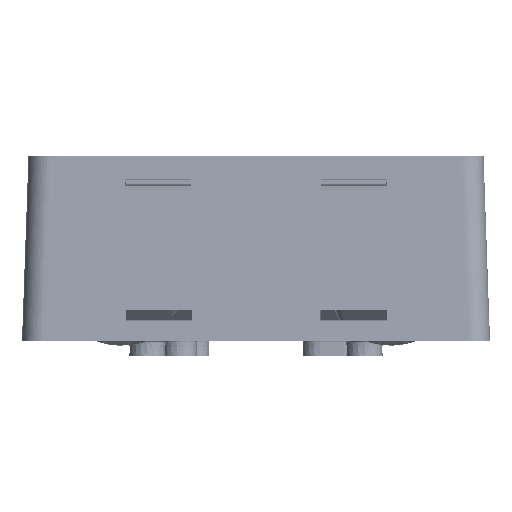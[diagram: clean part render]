
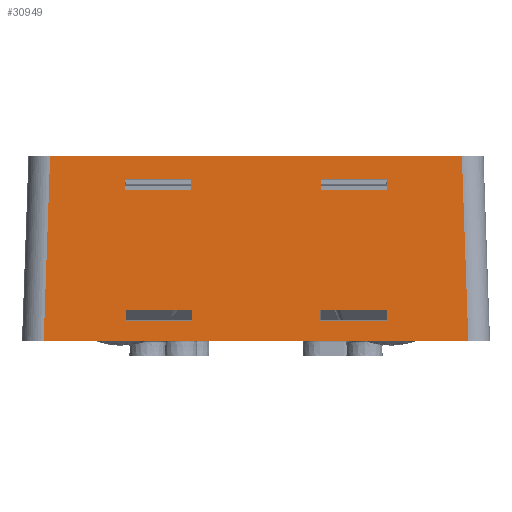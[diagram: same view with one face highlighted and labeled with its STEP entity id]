
A CAD part, left-side view. The second image highlights one B-rep face of the part: STEP entity #30949.
In plain terms, the highlighted planar face has unit normal (-0.999, 0, 0.035).
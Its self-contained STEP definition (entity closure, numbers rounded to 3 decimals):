
#30793=AXIS2_PLACEMENT_3D('Plane Axis2P3D',#30790,#30791,#30792) ;
#23316=CARTESIAN_POINT('Vertex',(216.103,-48.9,-40.)) ;
#23319=CARTESIAN_POINT('Line Origine',(216.103,0.,-40.)) ;
#23323=CARTESIAN_POINT('Vertex',(216.103,48.9,-40.)) ;
#30775=CARTESIAN_POINT('Vertex',(217.587,-47.416,2.5)) ;
#30778=CARTESIAN_POINT('Line Origine',(216.845,-48.158,-18.75)) ;
#30790=CARTESIAN_POINT('Axis2P3D Location',(217.5,26.25,0.)) ;
#30795=CARTESIAN_POINT('Line Origine',(217.587,0.,2.5)) ;
#30799=CARTESIAN_POINT('Vertex',(217.587,47.416,2.5)) ;
#30802=CARTESIAN_POINT('Line Origine',(216.845,48.158,-18.75)) ;
#30813=CARTESIAN_POINT('Line Origine',(217.357,30.127,-4.101)) ;
#30817=CARTESIAN_POINT('Vertex',(217.4,30.126,-2.874)) ;
#30819=CARTESIAN_POINT('Vertex',(217.314,30.129,-5.329)) ;
#30822=CARTESIAN_POINT('Line Origine',(217.4,22.5,-2.874)) ;
#30826=CARTESIAN_POINT('Vertex',(217.4,14.874,-2.874)) ;
#30829=CARTESIAN_POINT('Line Origine',(217.357,14.873,-4.101)) ;
#30833=CARTESIAN_POINT('Vertex',(217.314,14.871,-5.329)) ;
#30836=CARTESIAN_POINT('Line Origine',(217.314,22.5,-5.329)) ;
#30847=CARTESIAN_POINT('Line Origine',(217.314,-22.5,-5.329)) ;
#30851=CARTESIAN_POINT('Vertex',(217.314,-14.871,-5.329)) ;
#30853=CARTESIAN_POINT('Vertex',(217.314,-30.129,-5.329)) ;
#30856=CARTESIAN_POINT('Line Origine',(217.357,-14.873,-4.101)) ;
#30860=CARTESIAN_POINT('Vertex',(217.4,-14.874,-2.874)) ;
#30863=CARTESIAN_POINT('Line Origine',(217.4,-22.5,-2.874)) ;
#30867=CARTESIAN_POINT('Vertex',(217.4,-30.126,-2.874)) ;
#30870=CARTESIAN_POINT('Line Origine',(217.357,-30.127,-4.101)) ;
#30881=CARTESIAN_POINT('Line Origine',(216.309,-30.164,-34.102)) ;
#30885=CARTESIAN_POINT('Vertex',(216.265,-30.165,-35.365)) ;
#30887=CARTESIAN_POINT('Vertex',(216.353,-30.162,-32.838)) ;
#30890=CARTESIAN_POINT('Line Origine',(216.265,-22.5,-35.365)) ;
#30894=CARTESIAN_POINT('Vertex',(216.265,-14.835,-35.365)) ;
#30897=CARTESIAN_POINT('Line Origine',(216.309,-14.836,-34.102)) ;
#30901=CARTESIAN_POINT('Vertex',(216.353,-14.838,-32.838)) ;
#30904=CARTESIAN_POINT('Line Origine',(216.353,-22.5,-32.838)) ;
#30915=CARTESIAN_POINT('Line Origine',(216.353,22.388,-32.838)) ;
#30919=CARTESIAN_POINT('Vertex',(216.353,14.726,-32.838)) ;
#30921=CARTESIAN_POINT('Vertex',(216.353,30.05,-32.838)) ;
#30924=CARTESIAN_POINT('Line Origine',(216.309,14.724,-34.102)) ;
#30928=CARTESIAN_POINT('Vertex',(216.265,14.723,-35.365)) ;
#30931=CARTESIAN_POINT('Line Origine',(216.265,22.388,-35.365)) ;
#30935=CARTESIAN_POINT('Vertex',(216.265,30.053,-35.365)) ;
#30938=CARTESIAN_POINT('Line Origine',(216.309,30.052,-34.102)) ;
#23320=DIRECTION('Vector Direction',(0.,-1.,0.)) ;
#30779=DIRECTION('Vector Direction',(0.035,0.035,0.999)) ;
#30791=DIRECTION('Axis2P3D Direction',(-0.999,0.,0.035)) ;
#30792=DIRECTION('Axis2P3D XDirection',(0.,1.,0.)) ;
#30796=DIRECTION('Vector Direction',(0.,1.,0.)) ;
#30803=DIRECTION('Vector Direction',(-0.035,0.035,-0.999)) ;
#30814=DIRECTION('Vector Direction',(-0.035,0.001,-0.999)) ;
#30823=DIRECTION('Vector Direction',(0.,-1.,0.)) ;
#30830=DIRECTION('Vector Direction',(0.035,0.001,0.999)) ;
#30837=DIRECTION('Vector Direction',(0.,-1.,0.)) ;
#30848=DIRECTION('Vector Direction',(0.,-1.,0.)) ;
#30857=DIRECTION('Vector Direction',(-0.035,0.001,-0.999)) ;
#30864=DIRECTION('Vector Direction',(0.,-1.,0.)) ;
#30871=DIRECTION('Vector Direction',(0.035,0.001,0.999)) ;
#30882=DIRECTION('Vector Direction',(0.035,0.001,0.999)) ;
#30891=DIRECTION('Vector Direction',(0.,1.,0.)) ;
#30898=DIRECTION('Vector Direction',(-0.035,0.001,-0.999)) ;
#30905=DIRECTION('Vector Direction',(0.,1.,0.)) ;
#30916=DIRECTION('Vector Direction',(0.,1.,0.)) ;
#30925=DIRECTION('Vector Direction',(0.035,0.001,0.999)) ;
#30932=DIRECTION('Vector Direction',(0.,1.,0.)) ;
#30939=DIRECTION('Vector Direction',(-0.035,0.001,-0.999)) ;
#23321=VECTOR('Line Direction',#23320,1.) ;
#30780=VECTOR('Line Direction',#30779,1.) ;
#30797=VECTOR('Line Direction',#30796,1.) ;
#30804=VECTOR('Line Direction',#30803,1.) ;
#30815=VECTOR('Line Direction',#30814,1.) ;
#30824=VECTOR('Line Direction',#30823,1.) ;
#30831=VECTOR('Line Direction',#30830,1.) ;
#30838=VECTOR('Line Direction',#30837,1.) ;
#30849=VECTOR('Line Direction',#30848,1.) ;
#30858=VECTOR('Line Direction',#30857,1.) ;
#30865=VECTOR('Line Direction',#30864,1.) ;
#30872=VECTOR('Line Direction',#30871,1.) ;
#30883=VECTOR('Line Direction',#30882,1.) ;
#30892=VECTOR('Line Direction',#30891,1.) ;
#30899=VECTOR('Line Direction',#30898,1.) ;
#30906=VECTOR('Line Direction',#30905,1.) ;
#30917=VECTOR('Line Direction',#30916,1.) ;
#30926=VECTOR('Line Direction',#30925,1.) ;
#30933=VECTOR('Line Direction',#30932,1.) ;
#30940=VECTOR('Line Direction',#30939,1.) ;
#30808=ORIENTED_EDGE('',*,*,#23325,.T.) ;
#30809=ORIENTED_EDGE('',*,*,#30782,.F.) ;
#30810=ORIENTED_EDGE('',*,*,#30801,.T.) ;
#30811=ORIENTED_EDGE('',*,*,#30806,.T.) ;
#30842=ORIENTED_EDGE('',*,*,#30821,.F.) ;
#30843=ORIENTED_EDGE('',*,*,#30828,.T.) ;
#30844=ORIENTED_EDGE('',*,*,#30835,.F.) ;
#30845=ORIENTED_EDGE('',*,*,#30840,.F.) ;
#30876=ORIENTED_EDGE('',*,*,#30855,.F.) ;
#30877=ORIENTED_EDGE('',*,*,#30862,.F.) ;
#30878=ORIENTED_EDGE('',*,*,#30869,.T.) ;
#30879=ORIENTED_EDGE('',*,*,#30874,.F.) ;
#30910=ORIENTED_EDGE('',*,*,#30889,.F.) ;
#30911=ORIENTED_EDGE('',*,*,#30896,.T.) ;
#30912=ORIENTED_EDGE('',*,*,#30903,.F.) ;
#30913=ORIENTED_EDGE('',*,*,#30908,.F.) ;
#30944=ORIENTED_EDGE('',*,*,#30923,.F.) ;
#30945=ORIENTED_EDGE('',*,*,#30930,.F.) ;
#30946=ORIENTED_EDGE('',*,*,#30937,.T.) ;
#30947=ORIENTED_EDGE('',*,*,#30942,.F.) ;
#30846=FACE_BOUND('',#30841,.T.) ;
#30880=FACE_BOUND('',#30875,.T.) ;
#30914=FACE_BOUND('',#30909,.T.) ;
#30948=FACE_BOUND('',#30943,.T.) ;
#30949=ADVANCED_FACE('126\\106\\MANIFOLD_SOLID_BREP #560425',(#30812,#30846,#30880,#30914,#30948),#30794,.T.) ;
#23325=EDGE_CURVE('',#23324,#23317,#23322,.T.) ;
#30782=EDGE_CURVE('',#30776,#23317,#30781,.F.) ;
#30801=EDGE_CURVE('',#30776,#30800,#30798,.T.) ;
#30806=EDGE_CURVE('',#30800,#23324,#30805,.T.) ;
#30821=EDGE_CURVE('',#30818,#30820,#30816,.T.) ;
#30828=EDGE_CURVE('',#30818,#30827,#30825,.T.) ;
#30835=EDGE_CURVE('',#30834,#30827,#30832,.T.) ;
#30840=EDGE_CURVE('',#30820,#30834,#30839,.T.) ;
#30855=EDGE_CURVE('',#30852,#30854,#30850,.T.) ;
#30862=EDGE_CURVE('',#30861,#30852,#30859,.T.) ;
#30869=EDGE_CURVE('',#30861,#30868,#30866,.T.) ;
#30874=EDGE_CURVE('',#30854,#30868,#30873,.T.) ;
#30889=EDGE_CURVE('',#30886,#30888,#30884,.T.) ;
#30896=EDGE_CURVE('',#30886,#30895,#30893,.T.) ;
#30903=EDGE_CURVE('',#30902,#30895,#30900,.T.) ;
#30908=EDGE_CURVE('',#30888,#30902,#30907,.T.) ;
#30923=EDGE_CURVE('',#30920,#30922,#30918,.T.) ;
#30930=EDGE_CURVE('',#30929,#30920,#30927,.T.) ;
#30937=EDGE_CURVE('',#30929,#30936,#30934,.T.) ;
#30942=EDGE_CURVE('',#30922,#30936,#30941,.T.) ;
#30807=EDGE_LOOP('',(#30808,#30809,#30810,#30811)) ;
#30841=EDGE_LOOP('',(#30842,#30843,#30844,#30845)) ;
#30875=EDGE_LOOP('',(#30876,#30877,#30878,#30879)) ;
#30909=EDGE_LOOP('',(#30910,#30911,#30912,#30913)) ;
#30943=EDGE_LOOP('',(#30944,#30945,#30946,#30947)) ;
#30812=FACE_OUTER_BOUND('',#30807,.T.) ;
#23322=LINE('Line',#23319,#23321) ;
#30781=LINE('Line',#30778,#30780) ;
#30798=LINE('Line',#30795,#30797) ;
#30805=LINE('Line',#30802,#30804) ;
#30816=LINE('Line',#30813,#30815) ;
#30825=LINE('Line',#30822,#30824) ;
#30832=LINE('Line',#30829,#30831) ;
#30839=LINE('Line',#30836,#30838) ;
#30850=LINE('Line',#30847,#30849) ;
#30859=LINE('Line',#30856,#30858) ;
#30866=LINE('Line',#30863,#30865) ;
#30873=LINE('Line',#30870,#30872) ;
#30884=LINE('Line',#30881,#30883) ;
#30893=LINE('Line',#30890,#30892) ;
#30900=LINE('Line',#30897,#30899) ;
#30907=LINE('Line',#30904,#30906) ;
#30918=LINE('Line',#30915,#30917) ;
#30927=LINE('Line',#30924,#30926) ;
#30934=LINE('Line',#30931,#30933) ;
#30941=LINE('Line',#30938,#30940) ;
#30794=PLANE('',#30793) ;
#23317=VERTEX_POINT('',#23316) ;
#23324=VERTEX_POINT('',#23323) ;
#30776=VERTEX_POINT('',#30775) ;
#30800=VERTEX_POINT('',#30799) ;
#30818=VERTEX_POINT('',#30817) ;
#30820=VERTEX_POINT('',#30819) ;
#30827=VERTEX_POINT('',#30826) ;
#30834=VERTEX_POINT('',#30833) ;
#30852=VERTEX_POINT('',#30851) ;
#30854=VERTEX_POINT('',#30853) ;
#30861=VERTEX_POINT('',#30860) ;
#30868=VERTEX_POINT('',#30867) ;
#30886=VERTEX_POINT('',#30885) ;
#30888=VERTEX_POINT('',#30887) ;
#30895=VERTEX_POINT('',#30894) ;
#30902=VERTEX_POINT('',#30901) ;
#30920=VERTEX_POINT('',#30919) ;
#30922=VERTEX_POINT('',#30921) ;
#30929=VERTEX_POINT('',#30928) ;
#30936=VERTEX_POINT('',#30935) ;
